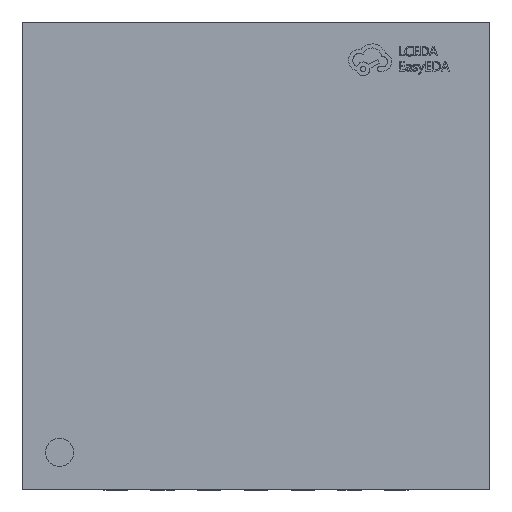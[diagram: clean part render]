
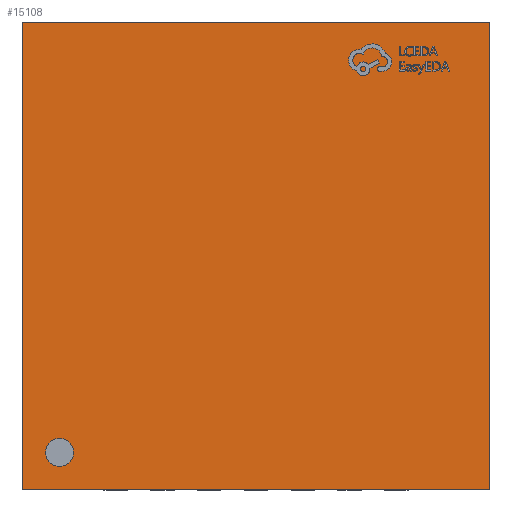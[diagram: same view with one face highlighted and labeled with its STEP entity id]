
A CAD part, top view. The second image highlights one B-rep face of the part: STEP entity #15108.
In plain terms, the highlighted planar face has unit normal (0, 0, 1).
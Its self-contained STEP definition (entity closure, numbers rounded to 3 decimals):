
#32 = LINE ( 'NONE', #7128, #4619 ) ;
#266 = LINE ( 'NONE', #2004, #17963 ) ;
#933 = CARTESIAN_POINT ( 'NONE',  ( -2.5, -2.5, 0.58 ) ) ;
#1304 = FACE_OUTER_BOUND ( 'NONE', #22959, .T. ) ;
#1969 = CARTESIAN_POINT ( 'NONE',  ( -2.1, -2.1, 0.58 ) ) ;
#2004 = CARTESIAN_POINT ( 'NONE',  ( -2.5, 2.5, 0.58 ) ) ;
#2701 = CARTESIAN_POINT ( 'NONE',  ( -2.5, -2.5, 0.58 ) ) ;
#2822 = CARTESIAN_POINT ( 'NONE',  ( 2.5, -2.5, 0.58 ) ) ;
#3604 = ORIENTED_EDGE ( 'NONE', *, *, #12655, .F. ) ;
#4098 = VERTEX_POINT ( 'NONE', #11140 ) ;
#4362 = EDGE_LOOP ( 'NONE', ( #14133, #3604 ) ) ;
#4619 = VECTOR ( 'NONE', #21270, 1000. ) ;
#6650 = DIRECTION ( 'NONE',  ( 0., 0., -1. ) ) ;
#6938 = CIRCLE ( 'NONE', #8818, 0.15 ) ;
#7128 = CARTESIAN_POINT ( 'NONE',  ( 2.5, -2.5, 0.58 ) ) ;
#8156 = CARTESIAN_POINT ( 'NONE',  ( -2.5, -2.5, 0.58 ) ) ;
#8818 = AXIS2_PLACEMENT_3D ( 'NONE', #18692, #18588, #18918 ) ;
#8854 = EDGE_CURVE ( 'NONE', #4098, #11590, #15258, .T. ) ;
#9702 = DIRECTION ( 'NONE',  ( 0., -1., 0. ) ) ;
#9839 = PLANE ( 'NONE',  #20854 ) ;
#10138 = CARTESIAN_POINT ( 'NONE',  ( 2.5, 2.5, 0.58 ) ) ;
#10165 = CARTESIAN_POINT ( 'NONE',  ( -2.25, -2.1, 0.58 ) ) ;
#10473 = VECTOR ( 'NONE', #9702, 1000. ) ;
#10515 = VECTOR ( 'NONE', #13426, 1000. ) ;
#10592 = EDGE_CURVE ( 'NONE', #18422, #4098, #266, .T. ) ;
#11140 = CARTESIAN_POINT ( 'NONE',  ( -2.5, 2.5, 0.58 ) ) ;
#11590 = VERTEX_POINT ( 'NONE', #933 ) ;
#11922 = CARTESIAN_POINT ( 'NONE',  ( 0., 0., 0.58 ) ) ;
#12655 = EDGE_CURVE ( 'NONE', #18003, #17823, #6938, .T. ) ;
#12657 = ORIENTED_EDGE ( 'NONE', *, *, #17501, .T. ) ;
#13426 = DIRECTION ( 'NONE',  ( 1., 0., 0. ) ) ;
#13656 = LINE ( 'NONE', #2701, #10515 ) ;
#13880 = EDGE_CURVE ( 'NONE', #17823, #18003, #14077, .T. ) ;
#14077 = CIRCLE ( 'NONE', #15552, 0.15 ) ;
#14133 = ORIENTED_EDGE ( 'NONE', *, *, #13880, .F. ) ;
#14218 = DIRECTION ( 'NONE',  ( 0., 0., 1. ) ) ;
#15108 = ADVANCED_FACE ( 'NONE', ( #17143, #1304 ), #9839, .F. ) ;
#15258 = LINE ( 'NONE', #8156, #10473 ) ;
#15552 = AXIS2_PLACEMENT_3D ( 'NONE', #1969, #14218, #22947 ) ;
#15830 = EDGE_CURVE ( 'NONE', #11590, #20144, #13656, .T. ) ;
#15852 = DIRECTION ( 'NONE',  ( -1., 0., 0. ) ) ;
#17143 = FACE_BOUND ( 'NONE', #4362, .T. ) ;
#17501 = EDGE_CURVE ( 'NONE', #20144, #18422, #32, .T. ) ;
#17823 = VERTEX_POINT ( 'NONE', #19649 ) ;
#17963 = VECTOR ( 'NONE', #15852, 1000. ) ;
#18003 = VERTEX_POINT ( 'NONE', #10165 ) ;
#18422 = VERTEX_POINT ( 'NONE', #10138 ) ;
#18489 = ORIENTED_EDGE ( 'NONE', *, *, #10592, .T. ) ;
#18588 = DIRECTION ( 'NONE',  ( 0., 0., 1. ) ) ;
#18692 = CARTESIAN_POINT ( 'NONE',  ( -2.1, -2.1, 0.58 ) ) ;
#18918 = DIRECTION ( 'NONE',  ( 1., 0., 0. ) ) ;
#19376 = ORIENTED_EDGE ( 'NONE', *, *, #8854, .T. ) ;
#19649 = CARTESIAN_POINT ( 'NONE',  ( -1.95, -2.1, 0.58 ) ) ;
#20144 = VERTEX_POINT ( 'NONE', #2822 ) ;
#20854 = AXIS2_PLACEMENT_3D ( 'NONE', #11922, #6650, #22180 ) ;
#21270 = DIRECTION ( 'NONE',  ( 0., 1., 0. ) ) ;
#22098 = ORIENTED_EDGE ( 'NONE', *, *, #15830, .T. ) ;
#22180 = DIRECTION ( 'NONE',  ( -1., 0., 0. ) ) ;
#22947 = DIRECTION ( 'NONE',  ( 1., 0., 0. ) ) ;
#22959 = EDGE_LOOP ( 'NONE', ( #12657, #18489, #19376, #22098 ) ) ;
